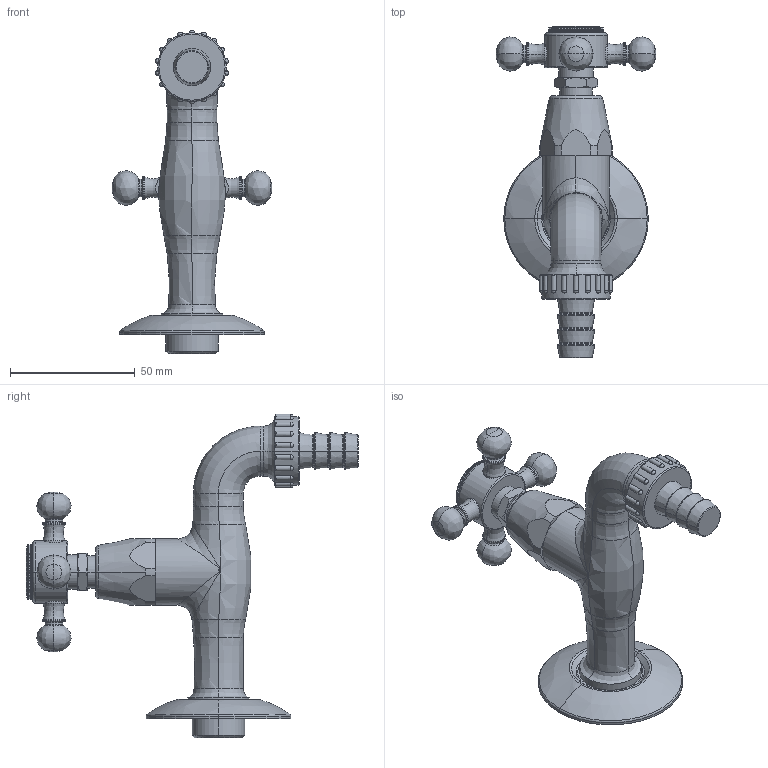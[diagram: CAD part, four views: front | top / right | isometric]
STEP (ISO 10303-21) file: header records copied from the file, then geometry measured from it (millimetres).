
FILE_DESCRIPTION((''),'2;1');
FILE_NAME('VLV211CR','2021-11-11T08:46:04',('ut3'),('PAFFONI SpA'),'CREO PARAMETRIC BY PTC INC, 2020044','CREO PARAMETRIC BY PTC INC, 2020044','');
FILE_SCHEMA(('CONFIG_CONTROL_DESIGN','SHAPE_APPEARANCE_LAYERS_GROUPS'));
Length unit declared in the file: millimetre
Products named in the file (1): VLV211CR
Bounding box: 64.07 x 133.14 x 129.8 mm (x, y, z)
Volume: 105924.3 mm3; surface area: 25165.2 mm2
Topology: 1 solids, 1 shells, 577 faces, 1562 edges, 975 vertices
Faces by surface type: plane 234, cylinder 166, torus 62, bspline 51, cone 34, sphere 30
Entity records: 27785 total; most frequent: CARTESIAN_POINT 9307, ORIENTED_EDGE 3068, DIRECTION 2759, EDGE_CURVE 1534, AXIS2_PLACEMENT_3D 1066, VERTEX_POINT 975, FILL_AREA_STYLE_COLOUR 676, FILL_AREA_STYLE 676
